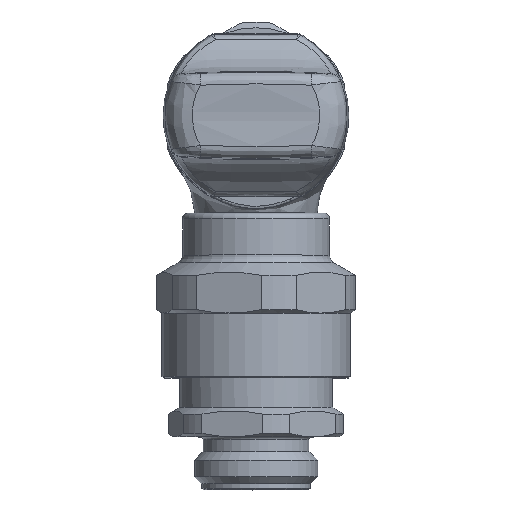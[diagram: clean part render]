
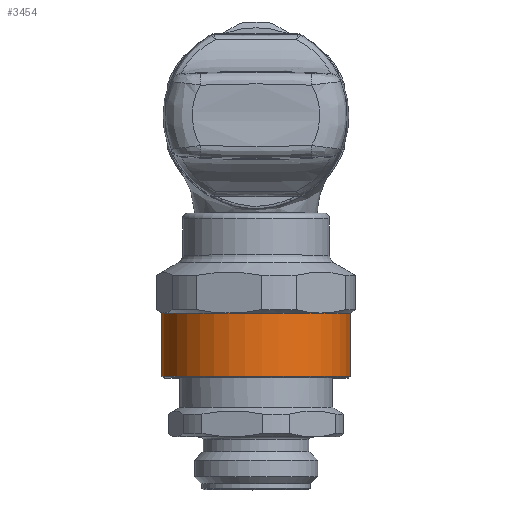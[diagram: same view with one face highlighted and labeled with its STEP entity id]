
A CAD part, top view. The second image highlights one B-rep face of the part: STEP entity #3454.
In plain terms, the highlighted cylindrical face has radius 16 mm (diameter 32 mm), a full revolution.
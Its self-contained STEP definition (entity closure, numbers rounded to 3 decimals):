
#36 = EDGE_LOOP ( 'NONE', ( #2856, #1139, #2577, #250, #3532, #4191 ) ) ;
#135 = CARTESIAN_POINT ( 'NONE',  ( -15.329, -44.209, 33.666 ) ) ;
#214 = CARTESIAN_POINT ( 'NONE',  ( 0., -44.209, 38.25 ) ) ;
#250 = ORIENTED_EDGE ( 'NONE', *, *, #5426, .F. ) ;
#257 = DIRECTION ( 'NONE',  ( 0., 1., 0. ) ) ;
#282 = VERTEX_POINT ( 'NONE', #5161 ) ;
#345 = AXIS2_PLACEMENT_3D ( 'NONE', #214, #3341, #1751 ) ;
#387 = EDGE_CURVE ( 'NONE', #2417, #2417, #636, .T. ) ;
#414 = AXIS2_PLACEMENT_3D ( 'NONE', #5810, #1593, #5073 ) ;
#588 = DIRECTION ( 'NONE',  ( 0., 1., 0. ) ) ;
#636 = CIRCLE ( 'NONE', #345, 16. ) ;
#745 = DIRECTION ( 'NONE',  ( 0.958, 0., 0.286 ) ) ;
#792 = ORIENTED_EDGE ( 'NONE', *, *, #387, .T. ) ;
#809 = EDGE_CURVE ( 'NONE', #282, #5190, #6054, .T. ) ;
#831 = CIRCLE ( 'NONE', #414, 16. ) ;
#840 = CARTESIAN_POINT ( 'NONE',  ( 0., -33.509, 38.25 ) ) ;
#919 = DIRECTION ( 'NONE',  ( 0.958, 0., 0.286 ) ) ;
#1112 = DIRECTION ( 'NONE',  ( 0., 1., 0. ) ) ;
#1139 = ORIENTED_EDGE ( 'NONE', *, *, #1314, .F. ) ;
#1203 = AXIS2_PLACEMENT_3D ( 'NONE', #2834, #2816, #2790 ) ;
#1314 = EDGE_CURVE ( 'NONE', #5190, #2172, #3104, .T. ) ;
#1380 = EDGE_CURVE ( 'NONE', #2172, #5007, #5430, .T. ) ;
#1442 = AXIS2_PLACEMENT_3D ( 'NONE', #840, #588, #2290 ) ;
#1593 = DIRECTION ( 'NONE',  ( 0., 1., 0. ) ) ;
#1654 = EDGE_CURVE ( 'NONE', #2878, #3236, #831, .T. ) ;
#1751 = DIRECTION ( 'NONE',  ( -0.958, 0., -0.286 ) ) ;
#1894 = AXIS2_PLACEMENT_3D ( 'NONE', #2561, #1112, #919 ) ;
#2172 = VERTEX_POINT ( 'NONE', #3933 ) ;
#2290 = DIRECTION ( 'NONE',  ( 0.958, 0., 0.286 ) ) ;
#2417 = VERTEX_POINT ( 'NONE', #135 ) ;
#2486 = DIRECTION ( 'NONE',  ( 0., 1., 0. ) ) ;
#2561 = CARTESIAN_POINT ( 'NONE',  ( 0., -33.509, 38.25 ) ) ;
#2577 = ORIENTED_EDGE ( 'NONE', *, *, #809, .F. ) ;
#2583 = CIRCLE ( 'NONE', #5388, 16. ) ;
#2661 = CARTESIAN_POINT ( 'NONE',  ( 0., -44.509, 38.25 ) ) ;
#2790 = DIRECTION ( 'NONE',  ( 0.958, 0., 0.286 ) ) ;
#2793 = AXIS2_PLACEMENT_3D ( 'NONE', #2661, #4571, #745 ) ;
#2816 = DIRECTION ( 'NONE',  ( 0., 1., 0. ) ) ;
#2817 = CIRCLE ( 'NONE', #4958, 16. ) ;
#2834 = CARTESIAN_POINT ( 'NONE',  ( 0., -33.509, 38.25 ) ) ;
#2856 = ORIENTED_EDGE ( 'NONE', *, *, #1380, .F. ) ;
#2878 = VERTEX_POINT ( 'NONE', #5832 ) ;
#2938 = CARTESIAN_POINT ( 'NONE',  ( 15.567, -33.509, 34.555 ) ) ;
#3104 = CIRCLE ( 'NONE', #1442, 16. ) ;
#3120 = CARTESIAN_POINT ( 'NONE',  ( 0., -33.509, 38.25 ) ) ;
#3236 = VERTEX_POINT ( 'NONE', #2938 ) ;
#3341 = DIRECTION ( 'NONE',  ( 0., 1., 0. ) ) ;
#3454 = ADVANCED_FACE ( 'NONE', ( #5447, #5460 ), #5360, .T. ) ;
#3532 = ORIENTED_EDGE ( 'NONE', *, *, #1654, .F. ) ;
#3584 = DIRECTION ( 'NONE',  ( 0.958, 0., 0.286 ) ) ;
#3933 = CARTESIAN_POINT ( 'NONE',  ( -15.567, -33.509, 41.945 ) ) ;
#4191 = ORIENTED_EDGE ( 'NONE', *, *, #5606, .F. ) ;
#4571 = DIRECTION ( 'NONE',  ( 0., 1., 0. ) ) ;
#4686 = CARTESIAN_POINT ( 'NONE',  ( -10.984, -33.509, 26.616 ) ) ;
#4958 = AXIS2_PLACEMENT_3D ( 'NONE', #5287, #2486, #5816 ) ;
#5007 = VERTEX_POINT ( 'NONE', #5849 ) ;
#5073 = DIRECTION ( 'NONE',  ( 0.958, 0., 0.286 ) ) ;
#5161 = CARTESIAN_POINT ( 'NONE',  ( 4.584, -33.509, 22.921 ) ) ;
#5190 = VERTEX_POINT ( 'NONE', #4686 ) ;
#5287 = CARTESIAN_POINT ( 'NONE',  ( 0., -33.509, 38.25 ) ) ;
#5360 = CYLINDRICAL_SURFACE ( 'NONE', #2793, 16. ) ;
#5388 = AXIS2_PLACEMENT_3D ( 'NONE', #3120, #257, #3584 ) ;
#5426 = EDGE_CURVE ( 'NONE', #3236, #282, #2817, .T. ) ;
#5430 = CIRCLE ( 'NONE', #1203, 16. ) ;
#5447 = FACE_OUTER_BOUND ( 'NONE', #5691, .T. ) ;
#5460 = FACE_OUTER_BOUND ( 'NONE', #36, .T. ) ;
#5606 = EDGE_CURVE ( 'NONE', #5007, #2878, #2583, .T. ) ;
#5691 = EDGE_LOOP ( 'NONE', ( #792 ) ) ;
#5810 = CARTESIAN_POINT ( 'NONE',  ( 0., -33.509, 38.25 ) ) ;
#5816 = DIRECTION ( 'NONE',  ( 0.958, 0., 0.286 ) ) ;
#5832 = CARTESIAN_POINT ( 'NONE',  ( 10.984, -33.509, 49.884 ) ) ;
#5849 = CARTESIAN_POINT ( 'NONE',  ( -4.584, -33.509, 53.579 ) ) ;
#6054 = CIRCLE ( 'NONE', #1894, 16. ) ;
